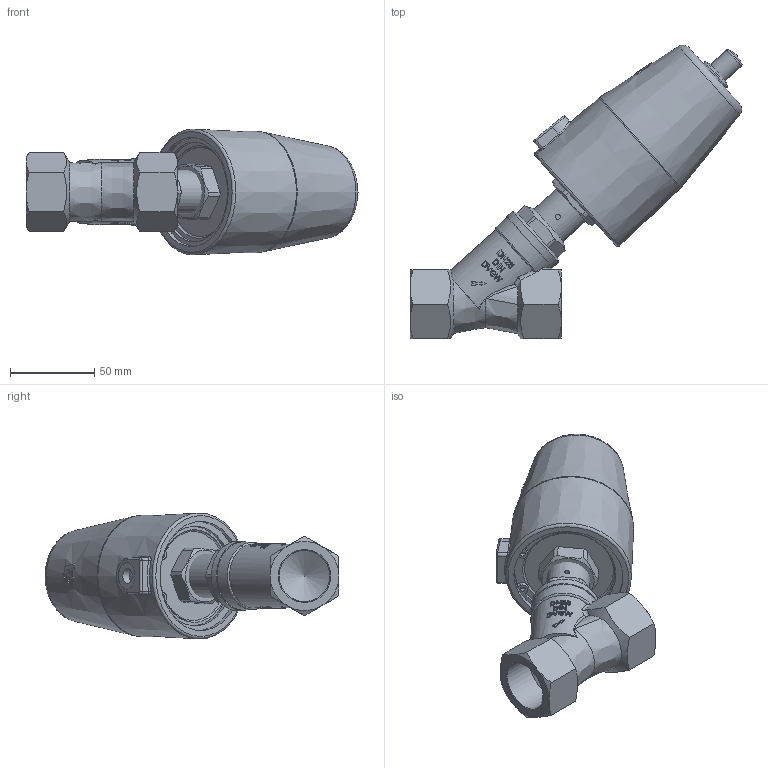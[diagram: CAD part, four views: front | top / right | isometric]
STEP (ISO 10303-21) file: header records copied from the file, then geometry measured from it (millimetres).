
FILE_DESCRIPTION(/* description */ ('Druckgest. Ventil G1" Ms. DG2D1221025'),/* implementation_level */ '2;1');
FILE_NAME(/* name */ 'DG2D1224025_OS.stp',/* time_stamp */ '2022-01-27T09:05:15+01:00',/* author */ ('hois'),/* organization */ (''),/* preprocessor_version */ 'ST-DEVELOPER v18.1',/* originating_system */ 'Autodesk Inventor 2020',/* authorisation */ '');
FILE_SCHEMA (('AUTOMOTIVE_DESIGN { 1 0 10303 214 3 1 1 }'));
Length unit declared in the file: millimetre
Products named in the file (7): DG2D1224025; GGS0025.19.0031-GM; ETG0025.13.0044; SZY0630.23.0022; DER0650.06.0013; DIN0472-63x2,5; VST1415.08.0013
Assembly tree (6 placements, depth 2):
  DG2D1224025
    GGS0025.19.0031-GM
    ETG0025.13.0044
    SZY0630.23.0022
    DER0650.06.0013
    DIN0472-63x2,5
    VST1415.08.0013
Bounding box: 197.48 x 174.82 x 74.92 mm (x, y, z)
Volume: 276083.9 mm3; surface area: 100349.9 mm2
Topology: 6 solids, 6 shells, 502 faces, 1355 edges, 907 vertices
Faces by surface type: plane 249, bspline 104, cylinder 93, cone 37, torus 18, sphere 1
Full cylindrical faces by diameter (mm): 1.5 x1, 3 x3, 8.566 x1, 8.7 x1, 10 x2, 12 x2, 12.376 x1, 13 x1, 14 x2, 16 x1, 20 x1, 24.376 x1, 26 x1, 30 x1, 30.291 x3, 33.249 x1, 34 x1, 40 x1, 41 x1, 63 x1, 64 x1, 65 x3, 69 x1
Entity records: 20313 total; most frequent: CARTESIAN_POINT 7775, ORIENTED_EDGE 2704, DIRECTION 2438, EDGE_CURVE 1352, AXIS2_PLACEMENT_3D 983, VERTEX_POINT 907, EDGE_LOOP 559, FACE_OUTER_BOUND 502
